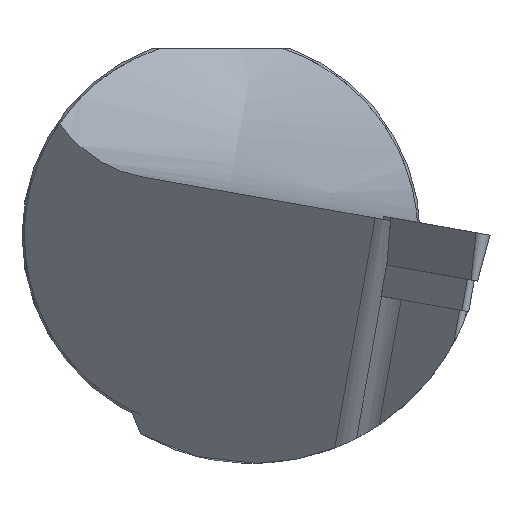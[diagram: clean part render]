
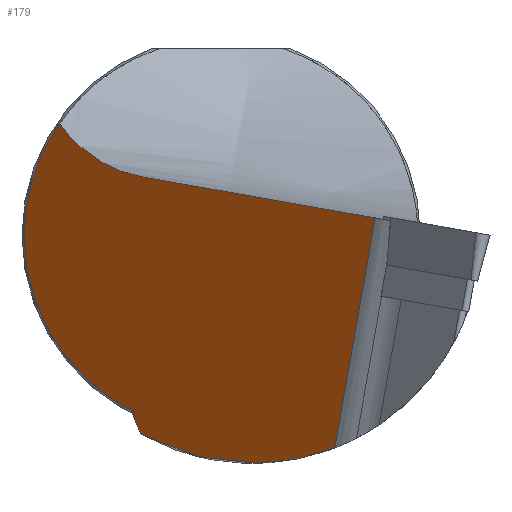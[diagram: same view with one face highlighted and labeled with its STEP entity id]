
A CAD part, left-side view. The second image highlights one B-rep face of the part: STEP entity #179.
In plain terms, the highlighted planar face has unit normal (-0.616, 0.776, 0.137).
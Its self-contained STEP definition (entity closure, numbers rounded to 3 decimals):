
#133=B_SPLINE_CURVE_WITH_KNOTS('',3,(#1215,#1216,#1217,#1218),
 .UNSPECIFIED.,.F.,.F.,(4,4),(0.,1.),.UNSPECIFIED.);
#148=B_SPLINE_CURVE_WITH_KNOTS('',3,(#1345,#1346,#1347,#1348,#1349,#1350,
#1351,#1352,#1353,#1354),.UNSPECIFIED.,.F.,.F.,(4,2,2,2,4),(0.,0.5,0.625,
0.75,1.),.UNSPECIFIED.);
#156=ELLIPSE('',#874,32.046,19.75);
#158=ELLIPSE('',#895,37.157,22.9);
#179=ADVANCED_FACE('',(#247),#215,.F.);
#215=PLANE('',#896);
#247=FACE_OUTER_BOUND('',#292,.T.);
#292=EDGE_LOOP('',(#502,#503,#504,#505,#506));
#333=LINE('',#1614,#388);
#388=VECTOR('',#1011,1.);
#502=ORIENTED_EDGE('',*,*,#749,.T.);
#503=ORIENTED_EDGE('',*,*,#776,.T.);
#504=ORIENTED_EDGE('',*,*,#777,.F.);
#505=ORIENTED_EDGE('',*,*,#774,.T.);
#506=ORIENTED_EDGE('',*,*,#739,.T.);
#665=VERTEX_POINT('',#1169);
#666=VERTEX_POINT('',#1170);
#674=VERTEX_POINT('',#1213);
#691=VERTEX_POINT('',#1355);
#692=VERTEX_POINT('',#1613);
#739=EDGE_CURVE('',#665,#666,#156,.T.);
#749=EDGE_CURVE('',#666,#674,#133,.T.);
#774=EDGE_CURVE('',#691,#665,#148,.T.);
#776=EDGE_CURVE('',#674,#692,#158,.T.);
#777=EDGE_CURVE('',#691,#692,#333,.T.);
#874=AXIS2_PLACEMENT_3D('',#1168,#960,#961);
#895=AXIS2_PLACEMENT_3D('',#1612,#1009,#1010);
#896=AXIS2_PLACEMENT_3D('',#1615,#1012,#1013);
#960=DIRECTION('',(-0.616,0.776,0.137));
#961=DIRECTION('',(-0.788,-0.607,-0.107));
#1009=DIRECTION('',(-0.616,0.776,0.137));
#1010=DIRECTION('',(-0.788,-0.607,-0.107));
#1011=DIRECTION('',(0.,0.174,-0.985));
#1012=DIRECTION('',(0.616,-0.776,-0.137));
#1013=DIRECTION('',(0.783,0.622,0.));
#1168=CARTESIAN_POINT('',(32.45,0.,0.));
#1169=CARTESIAN_POINT('',(55.368,16.227,11.259));
#1170=CARTESIAN_POINT('',(40.,9.091,-17.533));
#1213=CARTESIAN_POINT('',(38.222,8.103,-19.944));
#1215=CARTESIAN_POINT('',(40.,9.091,-17.533));
#1216=CARTESIAN_POINT('',(39.419,8.774,-18.352));
#1217=CARTESIAN_POINT('',(38.826,8.444,-19.155));
#1218=CARTESIAN_POINT('',(38.222,8.103,-19.944));
#1345=CARTESIAN_POINT('',(13.372,-15.468,1.744));
#1346=CARTESIAN_POINT('',(20.462,-10.004,2.706));
#1347=CARTESIAN_POINT('',(27.552,-4.539,3.669));
#1348=CARTESIAN_POINT('',(36.415,2.29,4.878));
#1349=CARTESIAN_POINT('',(38.187,3.656,5.12));
#1350=CARTESIAN_POINT('',(41.732,6.387,5.605));
#1351=CARTESIAN_POINT('',(43.508,7.768,5.778));
#1352=CARTESIAN_POINT('',(48.809,11.79,6.858));
#1353=CARTESIAN_POINT('',(52.347,14.314,8.492));
#1354=CARTESIAN_POINT('',(55.368,16.227,11.259));
#1355=CARTESIAN_POINT('',(13.372,-15.468,1.744));
#1612=CARTESIAN_POINT('',(28.487,-3.15,0.));
#1613=CARTESIAN_POINT('',(13.372,-11.394,-21.365));
#1614=CARTESIAN_POINT('',(13.372,-99.669,479.27));
#1615=CARTESIAN_POINT('',(13.372,-99.669,479.27));
